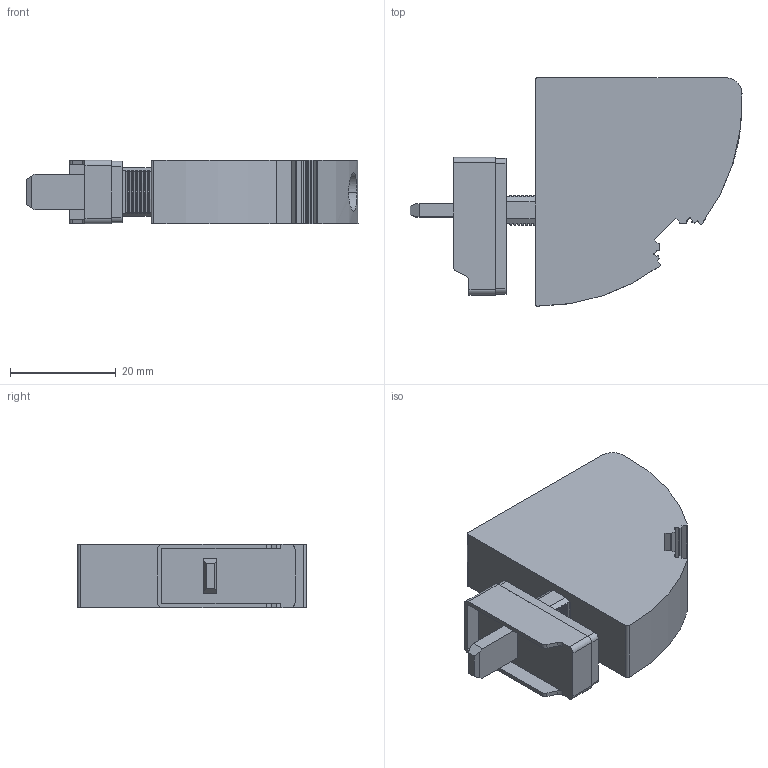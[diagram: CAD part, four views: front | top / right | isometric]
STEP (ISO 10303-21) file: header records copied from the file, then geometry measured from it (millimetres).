
FILE_DESCRIPTION(('SolidDesigner STEP Export'),'2;1');
FILE_NAME('3073555_UWV_16-POT_S-select.stp','2009-03-31T 8:48:23',(''),(''),'CoCreate Modeling STEP processor for AP214 (Solid Model)','CoCreate Modeling 16.00A 16-Aug-2008 (C) Parametric Technology GmbH','');
FILE_SCHEMA(('AUTOMOTIVE_DESIGN { 1 0 10303 214 1 1 1 1 }'));
Length unit declared in the file: millimetre
Products named in the file (2): 3073555_UWV_16-POT_S-select
Assembly tree (1 placements, depth 2):
  3073555_UWV_16-POT_S-select
    3073555_UWV_16-POT_S-select
Bounding box: 62.75 x 43.15 x 12 mm (x, y, z)
Volume: 18190.6 mm3; surface area: 6542.8 mm2
Topology: 1 solids, 1 shells, 162 faces, 463 edges, 310 vertices
Faces by surface type: cylinder 82, plane 80
Entity records: 6897 total; most frequent: CARTESIAN_POINT 1306, ORIENTED_EDGE 926, DIRECTION 915, EDGE_CURVE 463, VERTEX_POINT 310, AXIS2_PLACEMENT_3D 308, VECTOR 299, LINE 299
